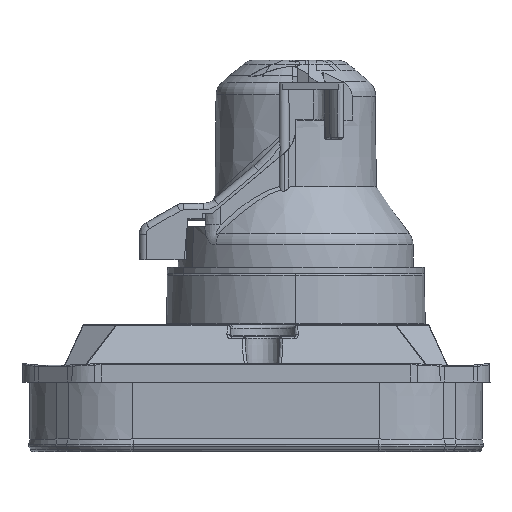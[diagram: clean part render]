
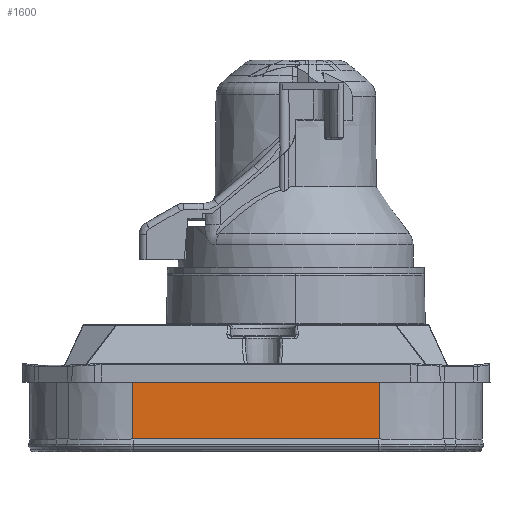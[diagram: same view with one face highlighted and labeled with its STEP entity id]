
A CAD part, left-side view. The second image highlights one B-rep face of the part: STEP entity #1600.
In plain terms, the highlighted planar face has unit normal (1, 0, 0).
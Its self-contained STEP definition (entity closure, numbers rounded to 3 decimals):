
#1535=AXIS2_PLACEMENT_3D('Plane Axis2P3D',#1532,#1533,#1534) ;
#929=CARTESIAN_POINT('Vertex',(-34.016,-18.604,29.344)) ;
#934=CARTESIAN_POINT('Line Origine',(-34.016,0.,29.344)) ;
#938=CARTESIAN_POINT('Vertex',(-34.016,18.604,29.344)) ;
#1532=CARTESIAN_POINT('Axis2P3D Location',(-34.016,18.604,29.344)) ;
#1537=CARTESIAN_POINT('Line Origine',(-34.016,18.604,25.063)) ;
#1541=CARTESIAN_POINT('Vertex',(-34.016,18.604,20.782)) ;
#1544=CARTESIAN_POINT('Line Origine',(-34.016,-18.604,25.063)) ;
#1548=CARTESIAN_POINT('Vertex',(-34.016,-18.604,20.782)) ;
#1552=CARTESIAN_POINT('Control Point',(-34.016,-18.494,20.784)) ;
#1553=CARTESIAN_POINT('Control Point',(-34.016,-18.516,20.784)) ;
#1554=CARTESIAN_POINT('Control Point',(-34.016,-18.538,20.784)) ;
#1555=CARTESIAN_POINT('Control Point',(-34.016,-18.56,20.783)) ;
#1556=CARTESIAN_POINT('Control Point',(-34.016,-18.582,20.783)) ;
#1557=CARTESIAN_POINT('Control Point',(-34.016,-18.604,20.782)) ;
#1558=CARTESIAN_POINT('Vertex',(-34.017,-18.494,20.784)) ;
#1561=CARTESIAN_POINT('Line Origine',(-34.016,-18.494,20.785)) ;
#1565=CARTESIAN_POINT('Vertex',(-34.016,-18.494,20.785)) ;
#1568=CARTESIAN_POINT('Line Origine',(-34.016,0.,20.785)) ;
#1572=CARTESIAN_POINT('Vertex',(-34.016,18.494,20.785)) ;
#1575=CARTESIAN_POINT('Line Origine',(-34.016,18.494,20.785)) ;
#1579=CARTESIAN_POINT('Vertex',(-34.016,18.494,20.784)) ;
#1583=CARTESIAN_POINT('Control Point',(-34.016,18.494,20.784)) ;
#1584=CARTESIAN_POINT('Control Point',(-34.016,18.516,20.784)) ;
#1585=CARTESIAN_POINT('Control Point',(-34.016,18.538,20.784)) ;
#1586=CARTESIAN_POINT('Control Point',(-34.016,18.56,20.783)) ;
#1587=CARTESIAN_POINT('Control Point',(-34.016,18.582,20.783)) ;
#1588=CARTESIAN_POINT('Control Point',(-34.016,18.604,20.782)) ;
#935=DIRECTION('Vector Direction',(0.,1.,0.)) ;
#1533=DIRECTION('Axis2P3D Direction',(1.,0.,0.)) ;
#1534=DIRECTION('Axis2P3D XDirection',(0.,-1.,0.)) ;
#1538=DIRECTION('Vector Direction',(0.,0.,-1.)) ;
#1545=DIRECTION('Vector Direction',(0.,0.,-1.)) ;
#1562=DIRECTION('Vector Direction',(0.,0.,1.)) ;
#1569=DIRECTION('Vector Direction',(0.,-1.,0.)) ;
#1576=DIRECTION('Vector Direction',(0.,0.,1.)) ;
#936=VECTOR('Line Direction',#935,1.) ;
#1539=VECTOR('Line Direction',#1538,1.) ;
#1546=VECTOR('Line Direction',#1545,1.) ;
#1563=VECTOR('Line Direction',#1562,1.) ;
#1570=VECTOR('Line Direction',#1569,1.) ;
#1577=VECTOR('Line Direction',#1576,1.) ;
#1591=ORIENTED_EDGE('',*,*,#1543,.F.) ;
#1592=ORIENTED_EDGE('',*,*,#940,.T.) ;
#1593=ORIENTED_EDGE('',*,*,#1550,.T.) ;
#1594=ORIENTED_EDGE('',*,*,#1560,.F.) ;
#1595=ORIENTED_EDGE('',*,*,#1567,.T.) ;
#1596=ORIENTED_EDGE('',*,*,#1574,.F.) ;
#1597=ORIENTED_EDGE('',*,*,#1581,.F.) ;
#1598=ORIENTED_EDGE('',*,*,#1589,.T.) ;
#1600=ADVANCED_FACE('Surface.155',(#1599),#1536,.T.) ;
#1551=B_SPLINE_CURVE_WITH_KNOTS('',5,(#1552,#1553,#1554,#1555,#1556,#1557),.UNSPECIFIED.,.F.,.U.,(6,6),(0.,0.795),.UNSPECIFIED.) ;
#1582=B_SPLINE_CURVE_WITH_KNOTS('',5,(#1583,#1584,#1585,#1586,#1587,#1588),.UNSPECIFIED.,.F.,.U.,(6,6),(0.,0.795),.UNSPECIFIED.) ;
#940=EDGE_CURVE('',#939,#930,#937,.F.) ;
#1543=EDGE_CURVE('',#939,#1542,#1540,.T.) ;
#1550=EDGE_CURVE('',#930,#1549,#1547,.T.) ;
#1560=EDGE_CURVE('',#1559,#1549,#1551,.T.) ;
#1567=EDGE_CURVE('',#1559,#1566,#1564,.T.) ;
#1574=EDGE_CURVE('',#1573,#1566,#1571,.T.) ;
#1581=EDGE_CURVE('',#1580,#1573,#1578,.T.) ;
#1589=EDGE_CURVE('',#1580,#1542,#1582,.T.) ;
#1590=EDGE_LOOP('',(#1591,#1592,#1593,#1594,#1595,#1596,#1597,#1598)) ;
#1599=FACE_OUTER_BOUND('',#1590,.T.) ;
#937=LINE('Line',#934,#936) ;
#1540=LINE('Line',#1537,#1539) ;
#1547=LINE('Line',#1544,#1546) ;
#1564=LINE('Line',#1561,#1563) ;
#1571=LINE('Line',#1568,#1570) ;
#1578=LINE('Line',#1575,#1577) ;
#1536=PLANE('',#1535) ;
#930=VERTEX_POINT('',#929) ;
#939=VERTEX_POINT('',#938) ;
#1542=VERTEX_POINT('',#1541) ;
#1549=VERTEX_POINT('',#1548) ;
#1559=VERTEX_POINT('',#1558) ;
#1566=VERTEX_POINT('',#1565) ;
#1573=VERTEX_POINT('',#1572) ;
#1580=VERTEX_POINT('',#1579) ;
